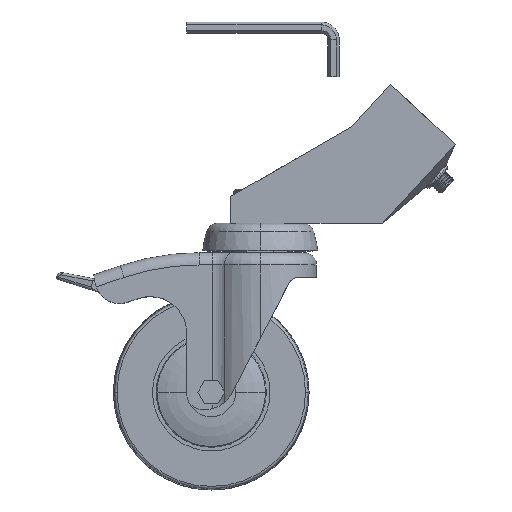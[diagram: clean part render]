
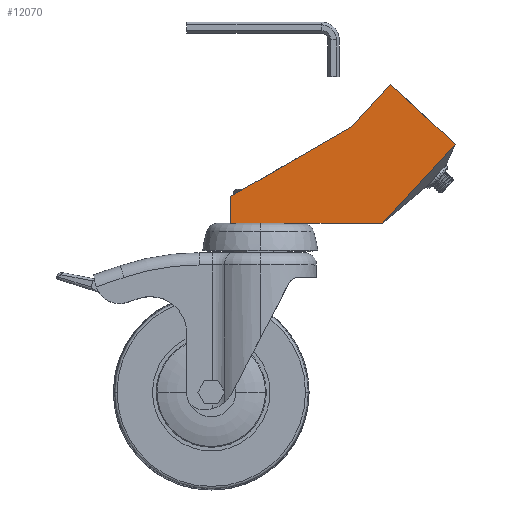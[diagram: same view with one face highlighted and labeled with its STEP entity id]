
A CAD part, top view. The second image highlights one B-rep face of the part: STEP entity #12070.
In plain terms, the highlighted planar face has unit normal (0, 0, 1).
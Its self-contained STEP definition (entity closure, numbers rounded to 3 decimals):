
#538 = DIRECTION ( 'NONE',  ( -0.678, -0.735, 0. ) ) ;
#676 = CARTESIAN_POINT ( 'NONE',  ( 33.926, 28.505, 15. ) ) ;
#1465 = CARTESIAN_POINT ( 'NONE',  ( 0., 0., 15. ) ) ;
#1513 = VECTOR ( 'NONE', #6376, 1000. ) ;
#2107 = EDGE_LOOP ( 'NONE', ( #15050, #8910, #4419, #10232, #7269, #11298 ) ) ;
#2186 = DIRECTION ( 'NONE',  ( -0.735, 0.678, 0. ) ) ;
#2599 = VECTOR ( 'NONE', #2734, 1000. ) ;
#2640 = DIRECTION ( 'NONE',  ( 1., 0., 0. ) ) ;
#2734 = DIRECTION ( 'NONE',  ( -0.676, -0.737, 0. ) ) ;
#3295 = PLANE ( 'NONE',  #14186 ) ;
#3681 = VERTEX_POINT ( 'NONE', #13912 ) ;
#3696 = CARTESIAN_POINT ( 'NONE',  ( 3.23, 56.8, 15. ) ) ;
#3849 = CARTESIAN_POINT ( 'NONE',  ( -62., 11., 15. ) ) ;
#3897 = DIRECTION ( 'NONE',  ( 0., 0., 1. ) ) ;
#4225 = LINE ( 'NONE', #7732, #1513 ) ;
#4419 = ORIENTED_EDGE ( 'NONE', *, *, #17065, .T. ) ;
#4560 = CARTESIAN_POINT ( 'NONE',  ( -0.179, 0., 15. ) ) ;
#4713 = VECTOR ( 'NONE', #17152, 1000. ) ;
#4963 = EDGE_CURVE ( 'NONE', #11242, #3681, #7205, .T. ) ;
#5442 = LINE ( 'NONE', #16590, #6059 ) ;
#6059 = VECTOR ( 'NONE', #538, 1000. ) ;
#6360 = FACE_OUTER_BOUND ( 'NONE', #2107, .T. ) ;
#6376 = DIRECTION ( 'NONE',  ( 0., -1., 0. ) ) ;
#6650 = CARTESIAN_POINT ( 'NONE',  ( 3.23, 56.8, 15. ) ) ;
#6761 = CARTESIAN_POINT ( 'NONE',  ( -62., 11., 15. ) ) ;
#7205 = LINE ( 'NONE', #12171, #2599 ) ;
#7269 = ORIENTED_EDGE ( 'NONE', *, *, #13724, .T. ) ;
#7273 = VECTOR ( 'NONE', #17219, 1000. ) ;
#7732 = CARTESIAN_POINT ( 'NONE',  ( -62., 0., 15. ) ) ;
#7825 = LINE ( 'NONE', #3696, #8459 ) ;
#8151 = EDGE_CURVE ( 'NONE', #15223, #9802, #5442, .T. ) ;
#8459 = VECTOR ( 'NONE', #2186, 1000. ) ;
#8910 = ORIENTED_EDGE ( 'NONE', *, *, #8151, .F. ) ;
#9802 = VERTEX_POINT ( 'NONE', #4560 ) ;
#10170 = CARTESIAN_POINT ( 'NONE',  ( 29.693, 32.406, 15. ) ) ;
#10232 = ORIENTED_EDGE ( 'NONE', *, *, #4963, .T. ) ;
#10547 = LINE ( 'NONE', #3849, #4713 ) ;
#11242 = VERTEX_POINT ( 'NONE', #6650 ) ;
#11251 = EDGE_CURVE ( 'NONE', #16347, #9802, #15623, .T. ) ;
#11298 = ORIENTED_EDGE ( 'NONE', *, *, #15202, .T. ) ;
#12070 = ADVANCED_FACE ( 'NONE', ( #6360 ), #3295, .T. ) ;
#12171 = CARTESIAN_POINT ( 'NONE',  ( -12.637, 39.5, 15. ) ) ;
#12622 = VERTEX_POINT ( 'NONE', #6761 ) ;
#13724 = EDGE_CURVE ( 'NONE', #3681, #12622, #10547, .T. ) ;
#13912 = CARTESIAN_POINT ( 'NONE',  ( -12.637, 39.5, 15. ) ) ;
#14186 = AXIS2_PLACEMENT_3D ( 'NONE', #676, #3897, #2640 ) ;
#15050 = ORIENTED_EDGE ( 'NONE', *, *, #11251, .T. ) ;
#15202 = EDGE_CURVE ( 'NONE', #12622, #16347, #4225, .T. ) ;
#15223 = VERTEX_POINT ( 'NONE', #10170 ) ;
#15623 = LINE ( 'NONE', #1465, #7273 ) ;
#15899 = CARTESIAN_POINT ( 'NONE',  ( -62., 0., 15. ) ) ;
#16347 = VERTEX_POINT ( 'NONE', #15899 ) ;
#16590 = CARTESIAN_POINT ( 'NONE',  ( 29.693, 32.406, 15. ) ) ;
#17065 = EDGE_CURVE ( 'NONE', #15223, #11242, #7825, .T. ) ;
#17152 = DIRECTION ( 'NONE',  ( -0.866, -0.5, 0. ) ) ;
#17219 = DIRECTION ( 'NONE',  ( 1., 0., 0. ) ) ;
